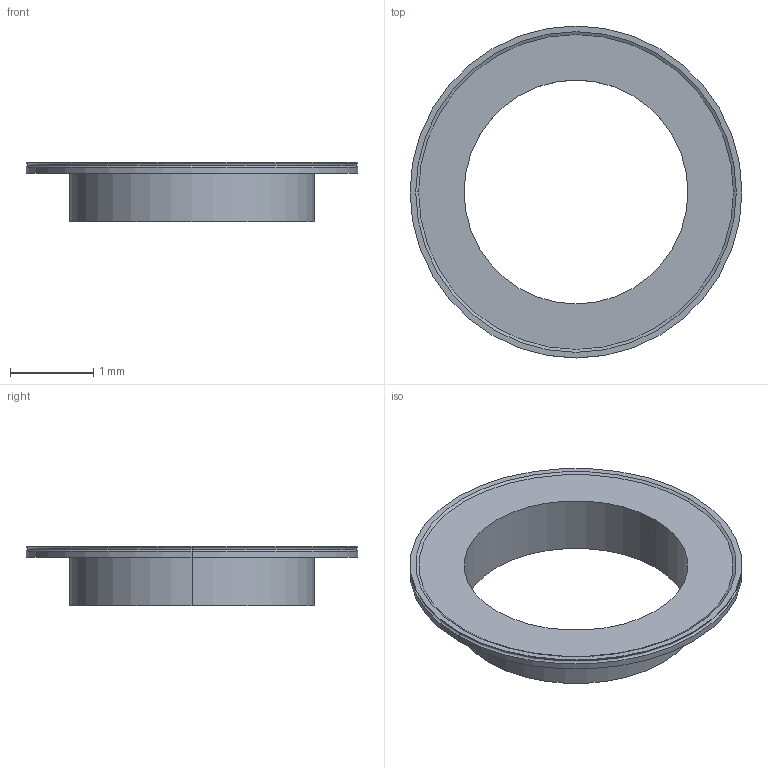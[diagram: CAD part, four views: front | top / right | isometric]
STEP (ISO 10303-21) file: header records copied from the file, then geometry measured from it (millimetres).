
FILE_DESCRIPTION(('produced by SPATIAL CORP'),'2;1');
FILE_NAME( 'bellows_attach_ring_21_v2.hh.sat.stp','2002-04-12T11:49:39+00:00',('SPATIAL CORP'),('SPATIAL CORP'), 'ACIS STEP Husk','http://www.spatial.com','SPATIAL CORP');
FILE_SCHEMA(('CONFIG_CONTROL_DESIGN'));
Length unit declared in the file: millimetre
Products named in the file (1): PRODUCT_ID_1
Bounding box: 3.99 x 3.99 x 0.72 mm (x, y, z)
Volume: 1.4 mm3; surface area: 27 mm2
Topology: 1 solids, 1 shells, 18 faces, 36 edges, 22 vertices
Faces by surface type: cylinder 8, plane 4, torus 4, cone 2
Entity records: 467 total; most frequent: ORIENTED_EDGE 72, DIRECTION 58, CARTESIAN_POINT 56, EDGE_CURVE 36, AXIS2_PLACEMENT_3D 24, VERTEX_POINT 22, EDGE_LOOP 22, FACE_BOUND 22
